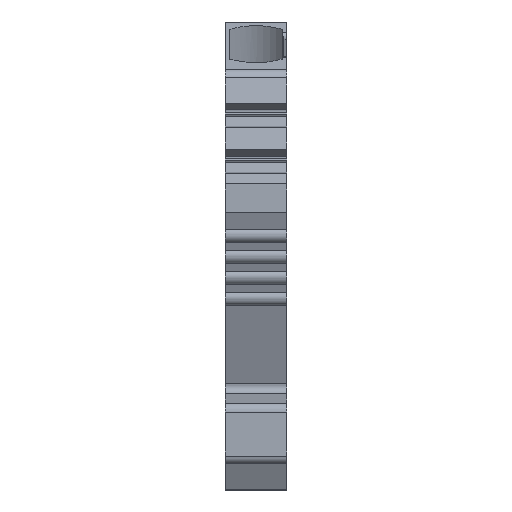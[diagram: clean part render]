
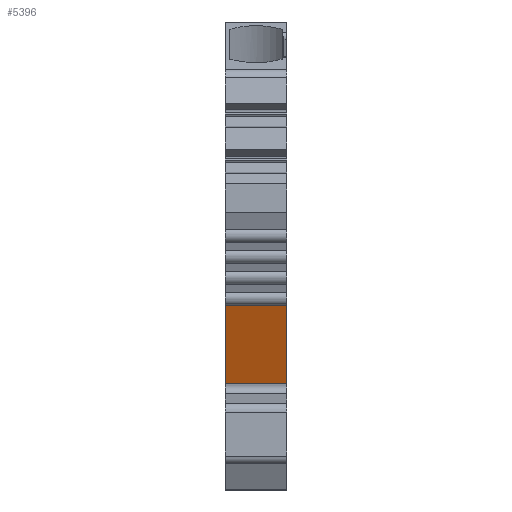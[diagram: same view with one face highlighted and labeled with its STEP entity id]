
A CAD part, left-side view. The second image highlights one B-rep face of the part: STEP entity #5396.
In plain terms, the highlighted planar face has unit normal (-0.927, 0, -0.375).
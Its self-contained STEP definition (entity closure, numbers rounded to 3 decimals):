
#1549=ORIENTED_EDGE('',*,*,#2593,.F.);
#1550=ORIENTED_EDGE('',*,*,#2594,.F.);
#1551=ORIENTED_EDGE('',*,*,#2575,.F.);
#1552=ORIENTED_EDGE('',*,*,#2498,.T.);
#2498=EDGE_CURVE('',#3084,#3083,#3643,.T.);
#2575=EDGE_CURVE('',#3084,#3127,#3702,.T.);
#2593=EDGE_CURVE('',#3137,#3083,#3715,.T.);
#2594=EDGE_CURVE('',#3127,#3137,#3716,.T.);
#3083=VERTEX_POINT('',#8744);
#3084=VERTEX_POINT('',#8746);
#3127=VERTEX_POINT('',#8897);
#3137=VERTEX_POINT('',#8938);
#3643=LINE('',#8745,#4241);
#3702=LINE('',#8899,#4300);
#3715=LINE('',#8937,#4313);
#3716=LINE('',#8939,#4314);
#4241=VECTOR('',#7065,1000.);
#4300=VECTOR('',#7226,1000.);
#4313=VECTOR('',#7271,1000.);
#4314=VECTOR('',#7272,1000.);
#4611=EDGE_LOOP('',(#1549,#1550,#1551,#1552));
#4909=FACE_BOUND('',#4611,.T.);
#5120=PLANE('',#5853);
#5396=ADVANCED_FACE('',(#4909),#5120,.T.);
#5853=AXIS2_PLACEMENT_3D('',#8936,#7269,#7270);
#7065=DIRECTION('',(0.375,0.,-0.927));
#7226=DIRECTION('',(0.,-1.,0.));
#7269=DIRECTION('',(-0.927,0.,-0.375));
#7270=DIRECTION('',(-0.375,0.,0.927));
#7271=DIRECTION('',(0.,1.,0.));
#7272=DIRECTION('',(0.375,0.,-0.927));
#8744=CARTESIAN_POINT('',(-25.153,4.1,-8.484));
#8745=CARTESIAN_POINT('',(-26.843,4.1,-4.301));
#8746=CARTESIAN_POINT('',(-27.256,4.1,-3.279));
#8897=CARTESIAN_POINT('',(-27.256,0.,-3.279));
#8899=CARTESIAN_POINT('',(-27.256,4.1,-3.279));
#8936=CARTESIAN_POINT('',(-24.459,4.1,-10.202));
#8937=CARTESIAN_POINT('',(-25.153,3.4,-8.484));
#8938=CARTESIAN_POINT('',(-25.153,0.,-8.484));
#8939=CARTESIAN_POINT('',(-24.459,0.,-10.202));
